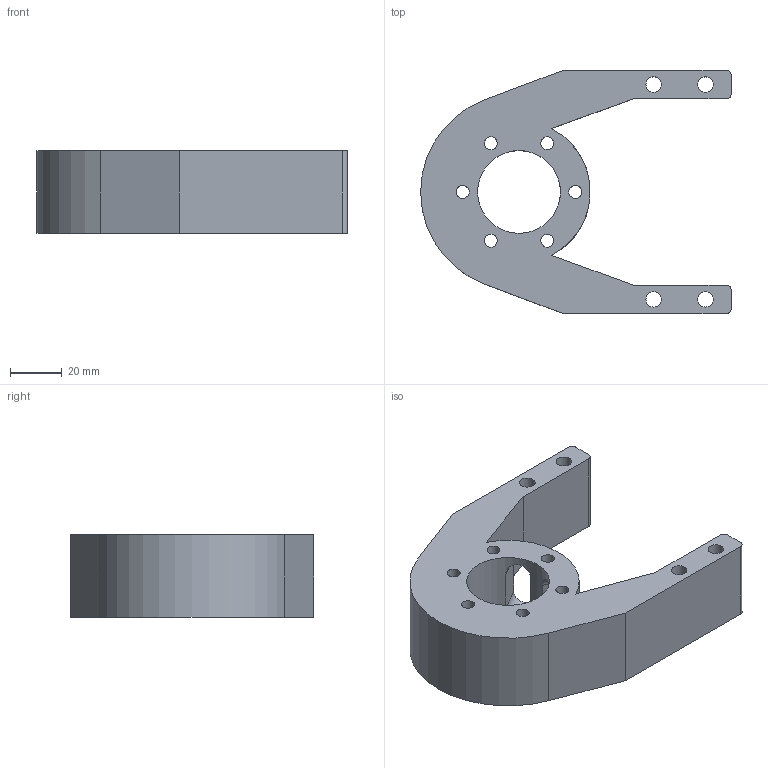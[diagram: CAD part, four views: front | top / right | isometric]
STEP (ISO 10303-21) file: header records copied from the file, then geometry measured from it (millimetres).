
FILE_DESCRIPTION(/* description */ (''),/* implementation_level */ '2;1');
FILE_NAME(/* name */ 'Connector v34.step',/* time_stamp */ '2024-05-28T16:34:04+02:00',/* author */ (''),/* organization */ (''),/* preprocessor_version */ 'ST-DEVELOPER v20',/* originating_system */ 'Autodesk Translation Framework v13.14.0.145',/* authorisation */ '');
FILE_SCHEMA (('AUTOMOTIVE_DESIGN { 1 0 10303 214 3 1 1 }'));
Length unit declared in the file: millimetre
Products named in the file (1): Connector
Bounding box: 120 x 94 x 32 mm (x, y, z)
Volume: 146091.8 mm3; surface area: 34933.5 mm2
Topology: 1 solids, 1 shells, 37 faces, 109 edges, 74 vertices
Faces by surface type: cylinder 21, plane 16
Full cylindrical faces by diameter (mm): 5 x6, 6 x4, 32 x1
Entity records: 1453 total; most frequent: CARTESIAN_POINT 361, ORIENTED_EDGE 218, DIRECTION 207, EDGE_CURVE 109, VERTEX_POINT 74, AXIS2_PLACEMENT_3D 72, EDGE_LOOP 63, LINE 63
